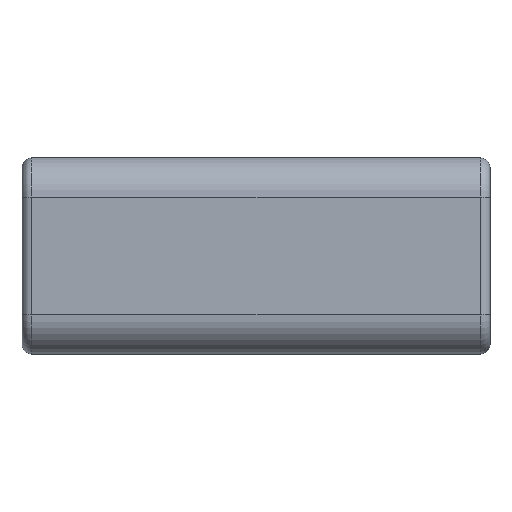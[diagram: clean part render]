
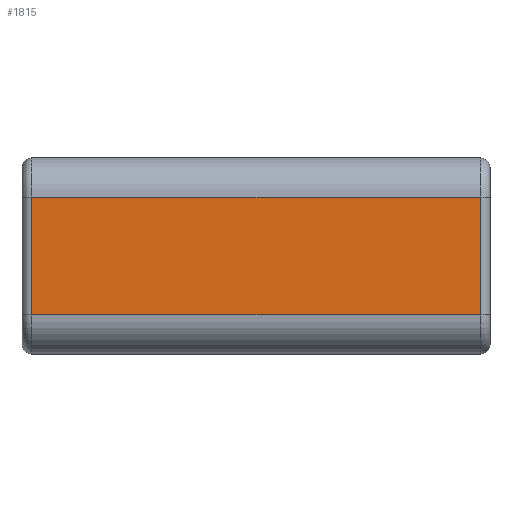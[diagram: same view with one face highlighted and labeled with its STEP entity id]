
A CAD part, left-side view. The second image highlights one B-rep face of the part: STEP entity #1815.
In plain terms, the highlighted planar face has unit normal (-1, 0, 0).
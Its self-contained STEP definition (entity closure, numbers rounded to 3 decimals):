
#257=FACE_OUTER_BOUND('',#372,.T.);
#372=EDGE_LOOP('',(#1622,#1623,#1624,#1625));
#523=LINE('',#3046,#699);
#527=LINE('',#3058,#703);
#531=LINE('',#3080,#707);
#533=LINE('',#3083,#709);
#699=VECTOR('',#2411,10.);
#703=VECTOR('',#2427,10.);
#707=VECTOR('',#2453,10.);
#709=VECTOR('',#2457,10.);
#856=VERTEX_POINT('',#3013);
#863=VERTEX_POINT('',#3037);
#867=VERTEX_POINT('',#3052);
#874=VERTEX_POINT('',#3073);
#1086=EDGE_CURVE('',#863,#856,#523,.T.);
#1093=EDGE_CURVE('',#856,#867,#527,.T.);
#1104=EDGE_CURVE('',#867,#874,#531,.T.);
#1106=EDGE_CURVE('',#874,#863,#533,.T.);
#1622=ORIENTED_EDGE('',*,*,#1086,.F.);
#1623=ORIENTED_EDGE('',*,*,#1106,.F.);
#1624=ORIENTED_EDGE('',*,*,#1104,.F.);
#1625=ORIENTED_EDGE('',*,*,#1093,.F.);
#1709=PLANE('',#2014);
#1815=ADVANCED_FACE('',(#257),#1709,.F.);
#2014=AXIS2_PLACEMENT_3D('',#3151,#2554,#2555);
#2411=DIRECTION('',(0.,1.,0.));
#2427=DIRECTION('',(0.,0.,1.));
#2453=DIRECTION('',(0.,-1.,0.));
#2457=DIRECTION('',(0.,0.,-1.));
#2554=DIRECTION('center_axis',(1.,0.,0.));
#2555=DIRECTION('ref_axis',(0.,0.,1.));
#3013=CARTESIAN_POINT('',(-19.5,-21.25,-5.1));
#3037=CARTESIAN_POINT('',(-19.5,-44.1,-5.1));
#3046=CARTESIAN_POINT('',(-19.5,-20.75,-5.1));
#3052=CARTESIAN_POINT('',(-19.5,-21.25,0.9));
#3058=CARTESIAN_POINT('',(-19.5,-21.25,-4.6));
#3073=CARTESIAN_POINT('',(-19.5,-44.1,0.9));
#3080=CARTESIAN_POINT('',(-19.5,-20.75,0.9));
#3083=CARTESIAN_POINT('',(-19.5,-44.1,-4.6));
#3151=CARTESIAN_POINT('Origin',(-19.5,-20.75,-7.1));
